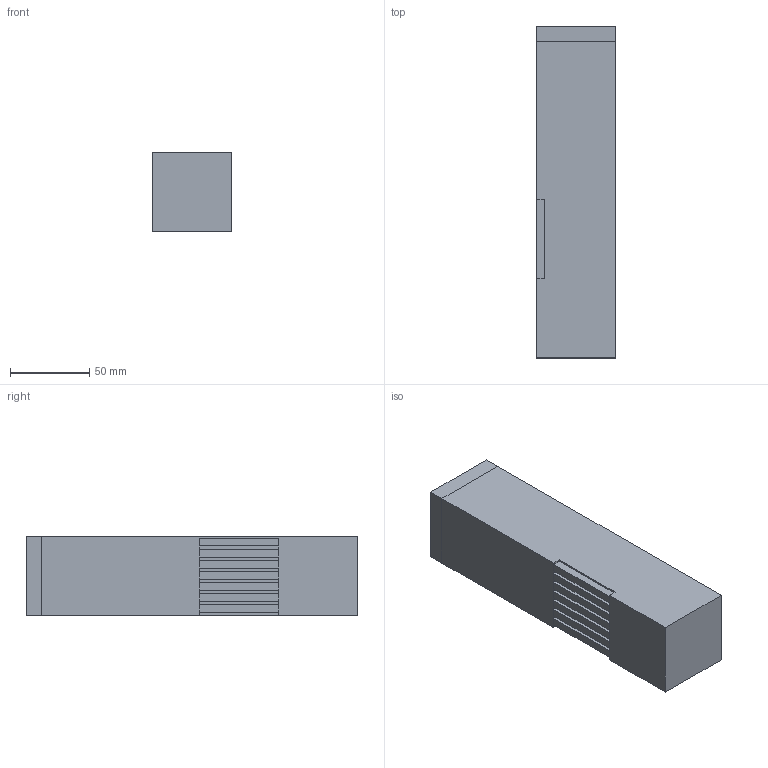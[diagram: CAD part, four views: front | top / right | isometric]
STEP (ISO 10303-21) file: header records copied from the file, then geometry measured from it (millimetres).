
FILE_DESCRIPTION(('FreeCAD Model'),'2;1');
FILE_NAME('Open CASCADE Shape Model','2021-11-21T13:02:31',('Author'),( ''),'Open CASCADE STEP processor 7.5','FreeCAD','Unknown');
FILE_SCHEMA(('AUTOMOTIVE_DESIGN { 1 0 10303 214 1 1 1 1 }'));
Length unit declared in the file: millimetre
Products named in the file (1): BooleanFragments
Bounding box: 50 x 210 x 50 mm (x, y, z)
Volume: 521250 mm3; surface area: 55150 mm2
Topology: 2 solids, 2 shells, 58 faces, 134 edges, 80 vertices
Faces by surface type: plane 58
Entity records: 3307 total; most frequent: CARTESIAN_POINT 579, DIRECTION 482, LINE 364, VECTOR 364, ORIENTED_EDGE 268, PCURVE 268, DEFINITIONAL_REPRESENTATION 268, EDGE_CURVE 134
